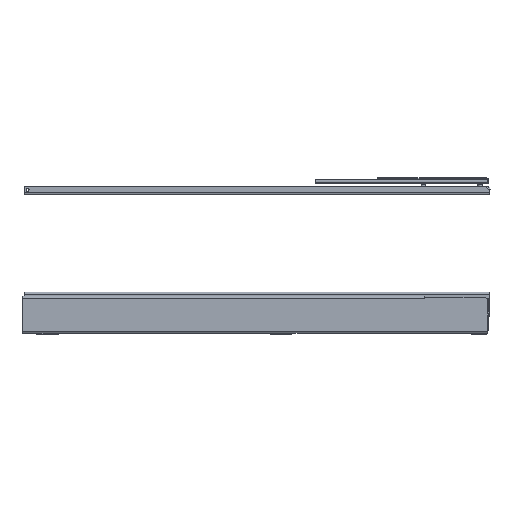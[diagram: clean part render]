
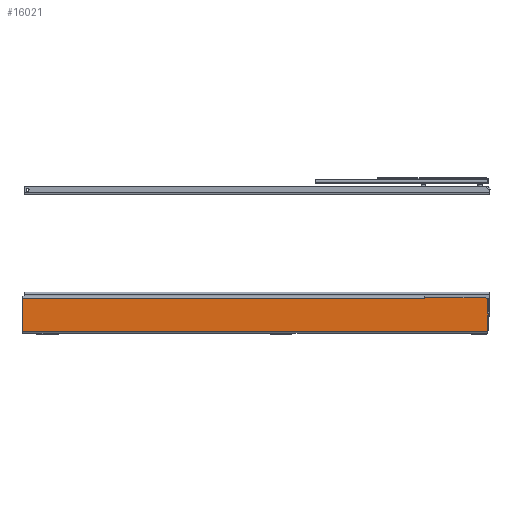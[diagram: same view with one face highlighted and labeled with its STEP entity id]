
A CAD part, left-side view. The second image highlights one B-rep face of the part: STEP entity #16021.
In plain terms, the highlighted planar face has unit normal (-1, 0, 0).
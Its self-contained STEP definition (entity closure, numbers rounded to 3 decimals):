
#2098=FACE_OUTER_BOUND('',#3061,.T.);
#3061=EDGE_LOOP('',(#12867,#12868,#12869,#12870,#12871,#12872,#12873,#12874,
#12875));
#3635=LINE('',#23202,#4988);
#3659=LINE('',#23265,#5012);
#4374=LINE('',#26851,#5727);
#4376=LINE('',#26859,#5729);
#4380=LINE('',#26867,#5733);
#4383=LINE('',#26872,#5736);
#4384=LINE('',#26873,#5737);
#4385=LINE('',#26875,#5738);
#4386=LINE('',#26876,#5739);
#4988=VECTOR('',#18295,10.);
#5012=VECTOR('',#18341,10.);
#5727=VECTOR('',#20792,10.);
#5729=VECTOR('',#20800,10.);
#5733=VECTOR('',#20806,10.);
#5736=VECTOR('',#20811,10.);
#5737=VECTOR('',#20812,10.);
#5738=VECTOR('',#20813,10.);
#5739=VECTOR('',#20814,10.);
#6344=VERTEX_POINT('',#23199);
#6345=VERTEX_POINT('',#23201);
#6372=VERTEX_POINT('',#23262);
#6373=VERTEX_POINT('',#23264);
#7176=VERTEX_POINT('',#26849);
#7178=VERTEX_POINT('',#26857);
#7179=VERTEX_POINT('',#26858);
#7182=VERTEX_POINT('',#26866);
#7184=VERTEX_POINT('',#26874);
#7875=EDGE_CURVE('',#6344,#6345,#3635,.T.);
#7905=EDGE_CURVE('',#6373,#6372,#3659,.T.);
#9190=EDGE_CURVE('',#7176,#6373,#4374,.T.);
#9193=EDGE_CURVE('',#7178,#7179,#4376,.T.);
#9197=EDGE_CURVE('',#7179,#7182,#4380,.T.);
#9200=EDGE_CURVE('',#7182,#7176,#4383,.T.);
#9201=EDGE_CURVE('',#6372,#6345,#4384,.T.);
#9202=EDGE_CURVE('',#7184,#6344,#4385,.T.);
#9203=EDGE_CURVE('',#7184,#7178,#4386,.T.);
#12867=ORIENTED_EDGE('',*,*,#9193,.T.);
#12868=ORIENTED_EDGE('',*,*,#9197,.T.);
#12869=ORIENTED_EDGE('',*,*,#9200,.T.);
#12870=ORIENTED_EDGE('',*,*,#9190,.T.);
#12871=ORIENTED_EDGE('',*,*,#7905,.T.);
#12872=ORIENTED_EDGE('',*,*,#9201,.T.);
#12873=ORIENTED_EDGE('',*,*,#7875,.F.);
#12874=ORIENTED_EDGE('',*,*,#9202,.F.);
#12875=ORIENTED_EDGE('',*,*,#9203,.T.);
#15303=PLANE('',#17386);
#16021=ADVANCED_FACE('',(#2098),#15303,.T.);
#17386=AXIS2_PLACEMENT_3D('',#26871,#20809,#20810);
#18295=DIRECTION('',(0.,0.,-1.));
#18341=DIRECTION('',(0.,0.,-1.));
#20792=DIRECTION('',(0.,1.,0.));
#20800=DIRECTION('',(0.,0.,-1.));
#20806=DIRECTION('',(0.,1.,0.));
#20809=DIRECTION('center_axis',(-1.,0.,0.));
#20810=DIRECTION('ref_axis',(0.,-1.,0.));
#20811=DIRECTION('',(0.,0.,1.));
#20812=DIRECTION('',(0.,-1.,0.));
#20813=DIRECTION('',(0.,-0.707,-0.707));
#20814=DIRECTION('',(0.,1.,0.));
#23199=CARTESIAN_POINT('',(-54.,5.,74.3));
#23201=CARTESIAN_POINT('',(-54.,5.,7.));
#23202=CARTESIAN_POINT('',(-54.,5.,82.5));
#23262=CARTESIAN_POINT('',(-54.,1005.,7.));
#23264=CARTESIAN_POINT('',(-54.,1005.,78.));
#23265=CARTESIAN_POINT('',(-54.,1005.,82.5));
#26849=CARTESIAN_POINT('',(-54.,140.,78.));
#26851=CARTESIAN_POINT('',(-54.,72.5,78.));
#26857=CARTESIAN_POINT('',(-54.,139.99,79.3));
#26858=CARTESIAN_POINT('',(-54.,139.99,77.99));
#26859=CARTESIAN_POINT('',(-54.,139.99,80.9));
#26866=CARTESIAN_POINT('',(-54.,140.,77.99));
#26867=CARTESIAN_POINT('',(-54.,72.495,77.99));
#26871=CARTESIAN_POINT('Origin',(-54.,5.,82.5));
#26872=CARTESIAN_POINT('',(-54.,140.,80.245));
#26873=CARTESIAN_POINT('',(-54.,255.,7.));
#26874=CARTESIAN_POINT('',(-54.,10.,79.3));
#26875=CARTESIAN_POINT('',(-54.,8.3,77.6));
#26876=CARTESIAN_POINT('',(-54.,-6.689,79.3));
